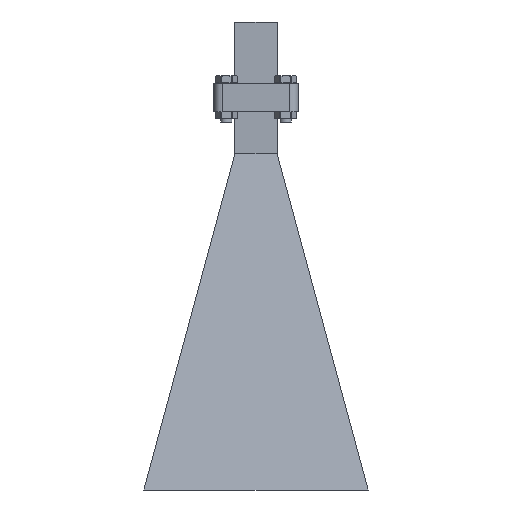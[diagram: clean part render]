
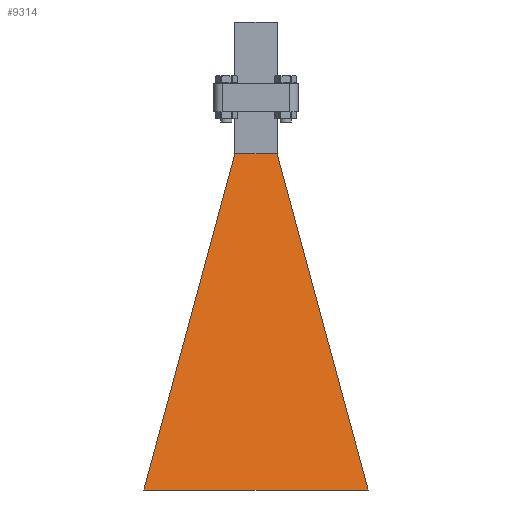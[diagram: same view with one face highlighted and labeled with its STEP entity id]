
A CAD part, front view. The second image highlights one B-rep face of the part: STEP entity #9314.
In plain terms, the highlighted planar face has unit normal (0, -0.981, 0.194).
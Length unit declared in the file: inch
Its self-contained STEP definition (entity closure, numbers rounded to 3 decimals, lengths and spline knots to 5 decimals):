
#13 = CARTESIAN_POINT ( 'NONE',  ( 1.5748, -1.10236, -5.51181 ) ) ;
#25 = FACE_OUTER_BOUND ( 'NONE', #9302, .T. ) ;
#271 = CARTESIAN_POINT ( 'NONE',  ( -0.29528, -0.16732, -0.7874 ) ) ;
#420 = VECTOR ( 'NONE', #955, 39.37008 ) ;
#440 = ORIENTED_EDGE ( 'NONE', *, *, #8254, .F. ) ;
#609 = DIRECTION ( 'NONE',  ( 1., 0., 0. ) ) ;
#883 = EDGE_CURVE ( 'NONE', #5408, #9059, #12318, .T. ) ;
#955 = DIRECTION ( 'NONE',  ( -0.257, 0.188, 0.948 ) ) ;
#1110 = DIRECTION ( 'NONE',  ( -1., 0., 0. ) ) ;
#1416 = CARTESIAN_POINT ( 'NONE',  ( -1.5748, -1.10236, -5.51181 ) ) ;
#3416 = DIRECTION ( 'NONE',  ( 0.257, 0.188, 0.948 ) ) ;
#3509 = VERTEX_POINT ( 'NONE', #271 ) ;
#4058 = ORIENTED_EDGE ( 'NONE', *, *, #7961, .T. ) ;
#4388 = DIRECTION ( 'NONE',  ( 1., 0., 0. ) ) ;
#4595 = CARTESIAN_POINT ( 'NONE',  ( -1.5748, -1.10236, -5.51181 ) ) ;
#5003 = VECTOR ( 'NONE', #609, 39.37008 ) ;
#5408 = VERTEX_POINT ( 'NONE', #5682 ) ;
#5682 = CARTESIAN_POINT ( 'NONE',  ( 1.5748, -1.10236, -5.51181 ) ) ;
#6142 = PLANE ( 'NONE',  #6495 ) ;
#6370 = CARTESIAN_POINT ( 'NONE',  ( -0.29528, -0.16732, -0.7874 ) ) ;
#6495 = AXIS2_PLACEMENT_3D ( 'NONE', #8153, #11253, #1110 ) ;
#6526 = LINE ( 'NONE', #1416, #10662 ) ;
#7961 = EDGE_CURVE ( 'NONE', #8060, #5408, #8468, .T. ) ;
#7968 = VECTOR ( 'NONE', #4388, 39.37008 ) ;
#8060 = VERTEX_POINT ( 'NONE', #4595 ) ;
#8153 = CARTESIAN_POINT ( 'NONE',  ( 0., -0.63484, -3.14961 ) ) ;
#8254 = EDGE_CURVE ( 'NONE', #3509, #9059, #8382, .T. ) ;
#8382 = LINE ( 'NONE', #6370, #7968 ) ;
#8468 = LINE ( 'NONE', #12716, #5003 ) ;
#9059 = VERTEX_POINT ( 'NONE', #10720 ) ;
#9302 = EDGE_LOOP ( 'NONE', ( #10355, #4058, #11597, #440 ) ) ;
#9314 = ADVANCED_FACE ( 'NONE', ( #25 ), #6142, .T. ) ;
#10355 = ORIENTED_EDGE ( 'NONE', *, *, #11929, .F. ) ;
#10662 = VECTOR ( 'NONE', #3416, 39.37008 ) ;
#10720 = CARTESIAN_POINT ( 'NONE',  ( 0.29528, -0.16732, -0.7874 ) ) ;
#11253 = DIRECTION ( 'NONE',  ( 0., -0.981, 0.194 ) ) ;
#11597 = ORIENTED_EDGE ( 'NONE', *, *, #883, .T. ) ;
#11929 = EDGE_CURVE ( 'NONE', #8060, #3509, #6526, .T. ) ;
#12318 = LINE ( 'NONE', #13, #420 ) ;
#12716 = CARTESIAN_POINT ( 'NONE',  ( -1.5748, -1.10236, -5.51181 ) ) ;
